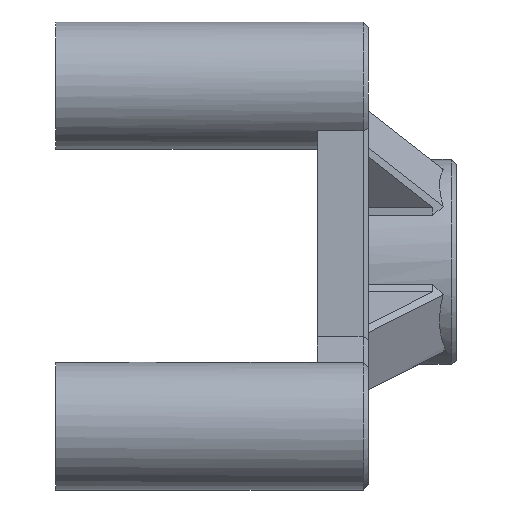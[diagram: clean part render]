
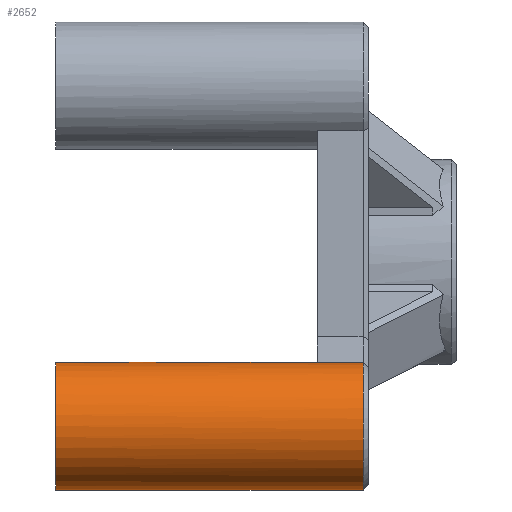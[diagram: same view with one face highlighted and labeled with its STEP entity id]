
A CAD part, left-side view. The second image highlights one B-rep face of the part: STEP entity #2652.
In plain terms, the highlighted cylindrical face has radius 5 mm (diameter 10 mm), a full revolution.
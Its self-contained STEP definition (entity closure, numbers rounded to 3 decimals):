
#239=CARTESIAN_POINT('',(-10.423,-31.803,11.711));
#240=VERTEX_POINT('',#239);
#331=CARTESIAN_POINT('',(-10.423,-28.203,11.711));
#332=VERTEX_POINT('',#331);
#339=CARTESIAN_POINT('',(-11.878,-28.203,19.958));
#340=VERTEX_POINT('',#339);
#341=CARTESIAN_POINT('',(-13.841,-28.203,15.36));
#342=DIRECTION('',(0.,1.,0.));
#343=DIRECTION('',(0.,-0.,1.));
#344=AXIS2_PLACEMENT_3D('',#341,#342,#343);
#345=CIRCLE('',#344,5.);
#346=EDGE_CURVE('',#340,#332,#345,.T.);
#552=CARTESIAN_POINT('',(-10.423,-31.803,11.711));
#553=DIRECTION('',(0.,1.,0.));
#554=VECTOR('',#553,3.6);
#555=LINE('',#552,#554);
#556=EDGE_CURVE('',#240,#332,#555,.T.);
#1887=CARTESIAN_POINT('',(-13.841,-7.703,20.36));
#1888=VERTEX_POINT('',#1887);
#1889=CARTESIAN_POINT('',(-13.841,-7.703,10.36));
#1890=VERTEX_POINT('',#1889);
#1891=CARTESIAN_POINT('',(-13.841,-7.703,15.36));
#1892=DIRECTION('',(0.,1.,0.));
#1893=DIRECTION('',(0.,-0.,1.));
#1894=AXIS2_PLACEMENT_3D('',#1891,#1892,#1893);
#1895=CIRCLE('',#1894,5.);
#1896=EDGE_CURVE('',#1888,#1890,#1895,.T.);
#1898=CARTESIAN_POINT('',(-13.841,-7.703,15.36));
#1899=DIRECTION('',(0.,1.,0.));
#1900=DIRECTION('',(0.,-0.,1.));
#1901=AXIS2_PLACEMENT_3D('',#1898,#1899,#1900);
#1902=CIRCLE('',#1901,5.);
#1903=EDGE_CURVE('',#1890,#1888,#1902,.T.);
#1999=CARTESIAN_POINT('',(-11.878,-31.803,19.958));
#2000=VERTEX_POINT('',#1999);
#2001=CARTESIAN_POINT('',(-11.878,-28.203,19.958));
#2002=DIRECTION('',(0.,-1.,0.));
#2003=VECTOR('',#2002,3.6);
#2004=LINE('',#2001,#2003);
#2005=EDGE_CURVE('',#340,#2000,#2004,.T.);
#2587=CARTESIAN_POINT('',(-13.841,-31.803,10.36));
#2588=VERTEX_POINT('',#2587);
#2597=CARTESIAN_POINT('',(-13.841,-31.803,15.36));
#2598=DIRECTION('',(-0.,-1.,-0.));
#2599=DIRECTION('',(0.,-0.,1.));
#2600=AXIS2_PLACEMENT_3D('',#2597,#2598,#2599);
#2601=CIRCLE('',#2600,5.);
#2602=EDGE_CURVE('',#2000,#2588,#2601,.T.);
#2625=CARTESIAN_POINT('',(-13.841,-32.133,15.36));
#2626=DIRECTION('',(0.,1.,0.));
#2627=DIRECTION('',(0.,0.,-1.));
#2628=AXIS2_PLACEMENT_3D('',#2625,#2626,#2627);
#2629=CYLINDRICAL_SURFACE('',#2628,5.);
#2630=CARTESIAN_POINT('',(-13.841,-7.703,10.36));
#2631=DIRECTION('',(-0.,-1.,-0.));
#2632=VECTOR('',#2631,24.1);
#2633=LINE('',#2630,#2632);
#2634=EDGE_CURVE('',#1890,#2588,#2633,.T.);
#2635=ORIENTED_EDGE('',*,*,#2634,.T.);
#2636=ORIENTED_EDGE('',*,*,#2602,.F.);
#2637=ORIENTED_EDGE('',*,*,#2005,.F.);
#2638=ORIENTED_EDGE('',*,*,#346,.T.);
#2639=ORIENTED_EDGE('',*,*,#556,.F.);
#2640=CARTESIAN_POINT('',(-13.841,-31.803,15.36));
#2641=DIRECTION('',(-0.,-1.,-0.));
#2642=DIRECTION('',(0.,-0.,1.));
#2643=AXIS2_PLACEMENT_3D('',#2640,#2641,#2642);
#2644=CIRCLE('',#2643,5.);
#2645=EDGE_CURVE('',#2588,#240,#2644,.T.);
#2646=ORIENTED_EDGE('',*,*,#2645,.F.);
#2647=ORIENTED_EDGE('',*,*,#2634,.F.);
#2648=ORIENTED_EDGE('',*,*,#1896,.F.);
#2649=ORIENTED_EDGE('',*,*,#1903,.F.);
#2650=EDGE_LOOP('',(#2635,#2636,#2637,#2638,#2639,#2646,#2647,#2648,#2649));
#2651=FACE_BOUND('',#2650,.T.);
#2652=ADVANCED_FACE('',(#2651),#2629,.T.);
